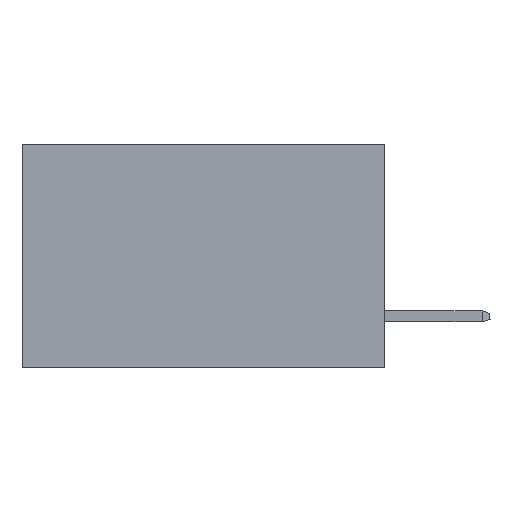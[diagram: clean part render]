
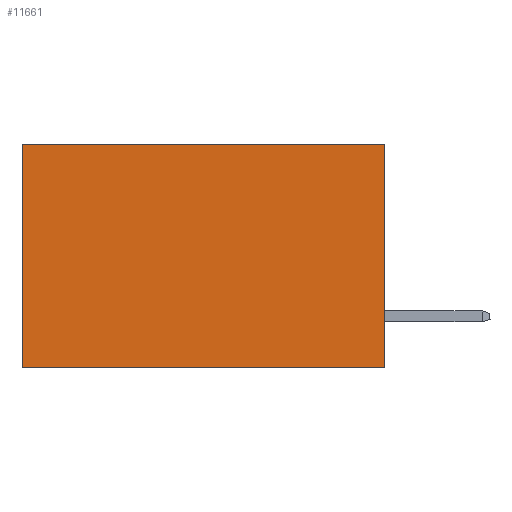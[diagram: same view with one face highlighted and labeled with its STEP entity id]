
A CAD part, left-side view. The second image highlights one B-rep face of the part: STEP entity #11661.
In plain terms, the highlighted planar face has unit normal (-1, 0, 0).
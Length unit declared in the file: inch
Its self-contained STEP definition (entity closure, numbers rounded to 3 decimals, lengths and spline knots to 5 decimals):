
#250 = LINE ( 'NONE', #3308, #6652 ) ;
#251 = ORIENTED_EDGE ( 'NONE', *, *, #7164, .F. ) ;
#276 = CARTESIAN_POINT ( 'NONE',  ( 0.298, 0.6, 0. ) ) ;
#1089 = EDGE_LOOP ( 'NONE', ( #4321, #3975, #251, #1331 ) ) ;
#1250 = CARTESIAN_POINT ( 'NONE',  ( 0.298, 0., 0. ) ) ;
#1331 = ORIENTED_EDGE ( 'NONE', *, *, #5034, .T. ) ;
#1622 = PLANE ( 'NONE',  #4004 ) ;
#3308 = CARTESIAN_POINT ( 'NONE',  ( 0.298, 0., 0. ) ) ;
#3804 = LINE ( 'NONE', #6841, #8321 ) ;
#3975 = ORIENTED_EDGE ( 'NONE', *, *, #8052, .F. ) ;
#4004 = AXIS2_PLACEMENT_3D ( 'NONE', #8990, #9089, #13263 ) ;
#4321 = ORIENTED_EDGE ( 'NONE', *, *, #7545, .T. ) ;
#5034 = EDGE_CURVE ( 'NONE', #12712, #7234, #10989, .T. ) ;
#5362 = CARTESIAN_POINT ( 'NONE',  ( 0.298, 0.6, -0.37 ) ) ;
#5994 = VERTEX_POINT ( 'NONE', #8527 ) ;
#6429 = DIRECTION ( 'NONE',  ( 0., 0., -1. ) ) ;
#6652 = VECTOR ( 'NONE', #6429, 39.37008 ) ;
#6841 = CARTESIAN_POINT ( 'NONE',  ( 0.298, 0.6, 0. ) ) ;
#7164 = EDGE_CURVE ( 'NONE', #12712, #5994, #250, .T. ) ;
#7234 = VERTEX_POINT ( 'NONE', #276 ) ;
#7345 = FACE_OUTER_BOUND ( 'NONE', #1089, .T. ) ;
#7545 = EDGE_CURVE ( 'NONE', #7234, #12152, #3804, .T. ) ;
#8052 = EDGE_CURVE ( 'NONE', #5994, #12152, #12769, .T. ) ;
#8321 = VECTOR ( 'NONE', #13312, 39.37008 ) ;
#8527 = CARTESIAN_POINT ( 'NONE',  ( 0.298, 0., -0.37 ) ) ;
#8990 = CARTESIAN_POINT ( 'NONE',  ( 0.298, 0., 0. ) ) ;
#9004 = VECTOR ( 'NONE', #12384, 39.37008 ) ;
#9089 = DIRECTION ( 'NONE',  ( 1., 0., 0. ) ) ;
#9308 = VECTOR ( 'NONE', #10859, 39.37008 ) ;
#9842 = CARTESIAN_POINT ( 'NONE',  ( 0.298, 0., -0.37 ) ) ;
#10859 = DIRECTION ( 'NONE',  ( 0., 1., 0. ) ) ;
#10989 = LINE ( 'NONE', #11312, #9004 ) ;
#11312 = CARTESIAN_POINT ( 'NONE',  ( 0.298, 0., 0. ) ) ;
#11661 = ADVANCED_FACE ( 'NONE', ( #7345 ), #1622, .F. ) ;
#12152 = VERTEX_POINT ( 'NONE', #5362 ) ;
#12384 = DIRECTION ( 'NONE',  ( 0., 1., 0. ) ) ;
#12712 = VERTEX_POINT ( 'NONE', #1250 ) ;
#12769 = LINE ( 'NONE', #9842, #9308 ) ;
#13263 = DIRECTION ( 'NONE',  ( 0., 0., -1. ) ) ;
#13312 = DIRECTION ( 'NONE',  ( 0., 0., -1. ) ) ;
